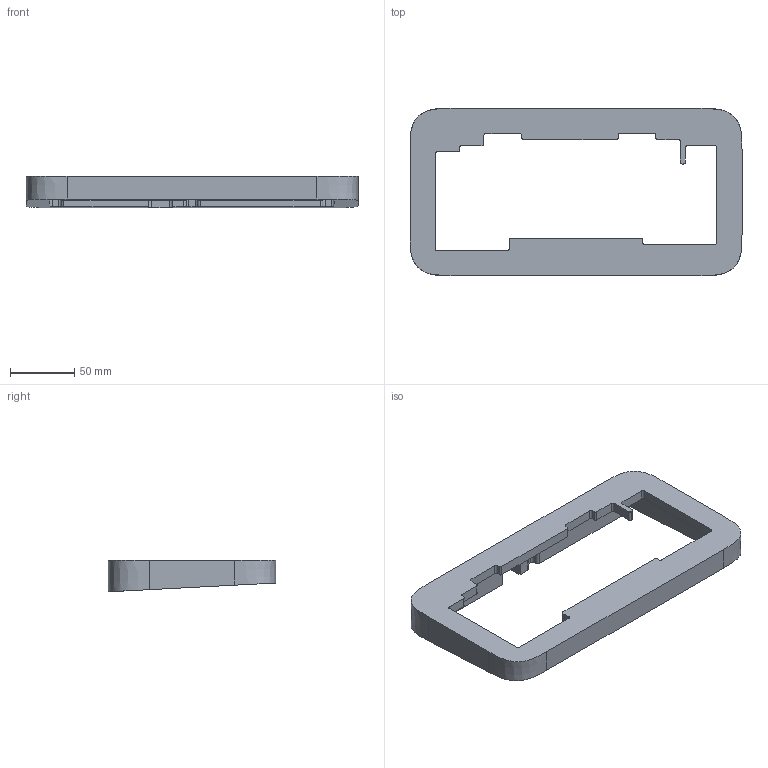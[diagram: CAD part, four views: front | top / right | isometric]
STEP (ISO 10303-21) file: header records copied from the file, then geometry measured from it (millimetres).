
FILE_DESCRIPTION(/* description */ (''),/* implementation_level */ '2;1');
FILE_NAME(/* name */ 'stroke body.step',/* time_stamp */ '2024-06-26T13:25:42-07:00',/* author */ (''),/* organization */ (''),/* preprocessor_version */ 'ST-DEVELOPER v20',/* originating_system */ 'Autodesk Translation Framework v12.20.1.177',/* authorisation */ '');
FILE_SCHEMA (('AUTOMOTIVE_DESIGN { 1 0 10303 214 3 1 1 }'));
Length unit declared in the file: millimetre
Products named in the file (1): FusionComponent
Bounding box: 259.07 x 130.49 x 24.64 mm (x, y, z)
Volume: 283239.9 mm3; surface area: 62582.9 mm2
Topology: 1 solids, 1 shells, 146 faces, 396 edges, 264 vertices
Faces by surface type: plane 72, cylinder 70, bspline 4
Full cylindrical faces by diameter (mm): 3.2 x4, 4.4 x6
Entity records: 4937 total; most frequent: CARTESIAN_POINT 1091, DIRECTION 814, ORIENTED_EDGE 792, EDGE_CURVE 396, AXIS2_PLACEMENT_3D 283, VERTEX_POINT 264, LINE 248, VECTOR 248
